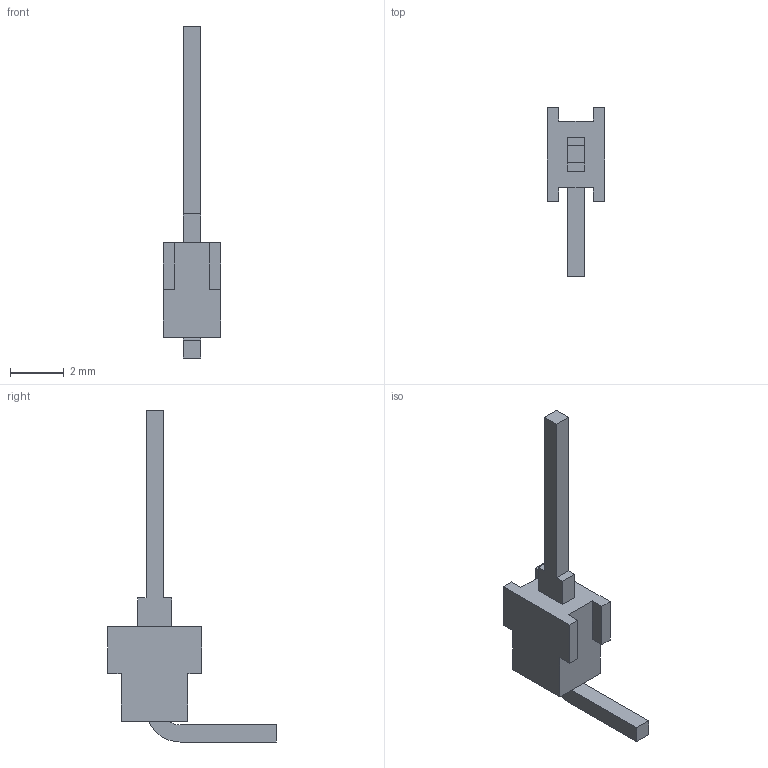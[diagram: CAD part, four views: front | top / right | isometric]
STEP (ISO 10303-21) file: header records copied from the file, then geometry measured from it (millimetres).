
FILE_DESCRIPTION((''),'2;1');
FILE_NAME('C-87233-1','2009-03-16T',('workeradm'),('Tyco Electronics Corporation'),'PRO/ENGINEER BY PARAMETRIC TECHNOLOGY CORPORATION, 2007390','PRO/ENGINEER BY PARAMETRIC TECHNOLOGY CORPORATION, 2007390','');
FILE_SCHEMA(('AUTOMOTIVE_DESIGN { 1 0 10303 214 1 1 1 1 }'));
Length unit declared in the file: millimetre
Products named in the file (1): C-87233-1
Bounding box: 2.13 x 6.3 x 12.38 mm (x, y, z)
Volume: 25.8 mm3; surface area: 85.5 mm2
Topology: 1 solids, 1 shells, 34 faces, 90 edges, 60 vertices
Faces by surface type: plane 32, cylinder 2
Entity records: 1137 total; most frequent: CARTESIAN_POINT 185, ORIENTED_EDGE 180, DIRECTION 162, EDGE_CURVE 90, VECTOR 86, LINE 86, COLOUR_RGB 64, VERTEX_POINT 60
